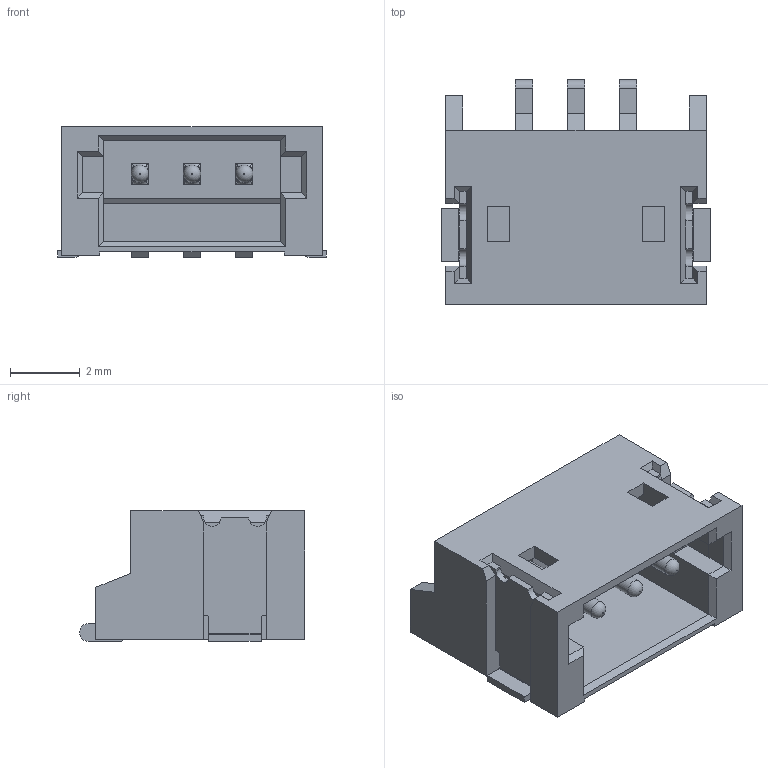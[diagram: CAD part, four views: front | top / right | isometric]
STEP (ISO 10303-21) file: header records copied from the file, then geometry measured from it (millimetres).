
FILE_DESCRIPTION(/* description */ ('Unknown'),/* implementation_level */ '2;1');
FILE_NAME(/* name */ '648103131822',/* time_stamp */ '2023-03-22T16:51:40+01:00',/* author */ ('Unknown'),/* organization */ ('Unknown'),/* preprocessor_version */ 'ST-DEVELOPER v18.102',/* originating_system */ 'Solid Edge',/* authorisation */ 'Unknown');
FILE_SCHEMA (('AUTOMOTIVE_DESIGN {1 0 10303 214 3 1 1}'));
Length unit declared in the file: millimetre
Products named in the file (4): 6481xx131822; 648103131822; 6481xx131822_PIN; 6481xx131822_PATTE
Assembly tree (6 placements, depth 2):
  6481xx131822
    648103131822
    6481xx131822_PIN  x3
    6481xx131822_PATTE  x2
Bounding box: 7.71 x 6.47 x 3.75 mm (x, y, z)
Volume: 67.9 mm3; surface area: 351.9 mm2
Topology: 6 solids, 6 shells, 223 faces, 611 edges, 383 vertices
Faces by surface type: plane 184, cylinder 18, bspline 12, torus 9
Full cylindrical faces by diameter (mm): 0.5 x3
Entity records: 5182 total; most frequent: CARTESIAN_POINT 962, ORIENTED_EDGE 884, DIRECTION 790, EDGE_CURVE 442, LINE 414, VECTOR 414, VERTEX_POINT 284, AXIS2_PLACEMENT_3D 188
